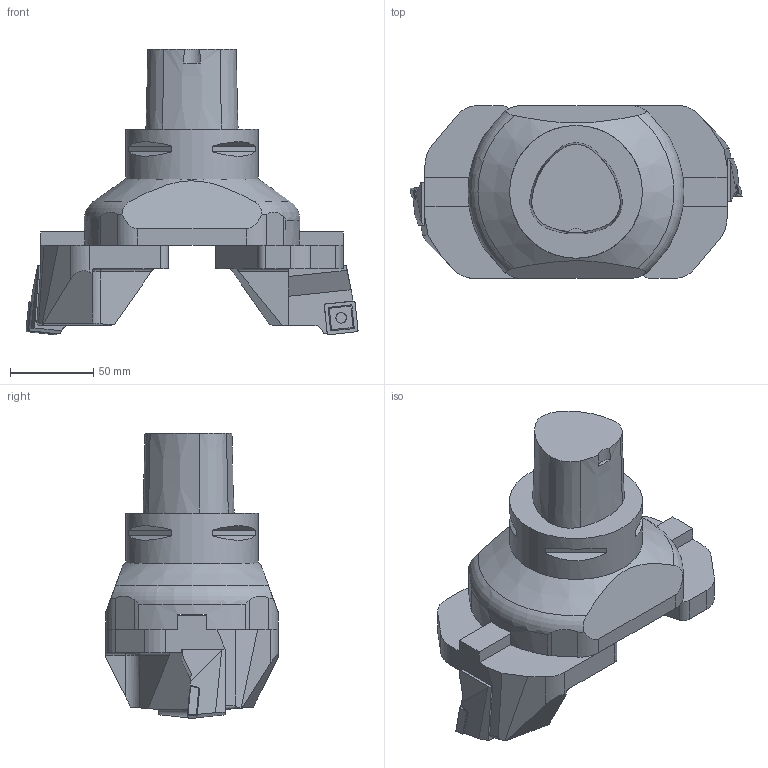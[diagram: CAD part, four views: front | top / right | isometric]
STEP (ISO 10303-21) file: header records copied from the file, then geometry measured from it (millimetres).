
FILE_DESCRIPTION(/* description */ (''),/* implementation_level */ '2;1');
FILE_NAME(/* name */ '1568029446941.stp',/* time_stamp */ '2019-09-09T13:44:13+02:00',/* author */ (''),/* organization */ ('SMS'),/* preprocessor_version */ 'ST-DEVELOPER v16.7',/* originating_system */ 'SIEMENS PLM Software NX 12.0',/* authorisation */ '');
FILE_SCHEMA (('AUTOMOTIVE_DESIGN { 1 0 10303 214 3 1 1 1 }'));
Length unit declared in the file: millimetre
Products named in the file (8): ASSEMBLY_CONSTRUCTION; 200983012mod000_00; 202008568mod000_00; 111169503mod000_01; 111166613mod000_01; 200914742mod000_01; 201159560mod000_00
Assembly tree (9 placements, depth 3):
  201159560mod000_00
    111166613mod000_01
    111169503mod000_01  x2
    200914742mod000_01  x2
      202008568mod000_00
      200983012mod000_00
      ASSEMBLY_CONSTRUCTION
    ASSEMBLY_CONSTRUCTION
Bounding box: 199.93 x 104 x 171.83 mm (x, y, z)
Volume: 963291.4 mm3; surface area: 113242.3 mm2
Topology: 7 solids, 7 shells, 249 faces, 639 edges, 443 vertices
Faces by surface type: plane 160, cylinder 38, cone 31, torus 20
Full cylindrical faces by diameter (mm): 4.7 x4, 80 x1
Entity records: 5176 total; most frequent: CARTESIAN_POINT 932, DIRECTION 790, ORIENTED_EDGE 722, EDGE_CURVE 361, AXIS2_PLACEMENT_3D 280, VERTEX_POINT 246, LINE 230, VECTOR 230
